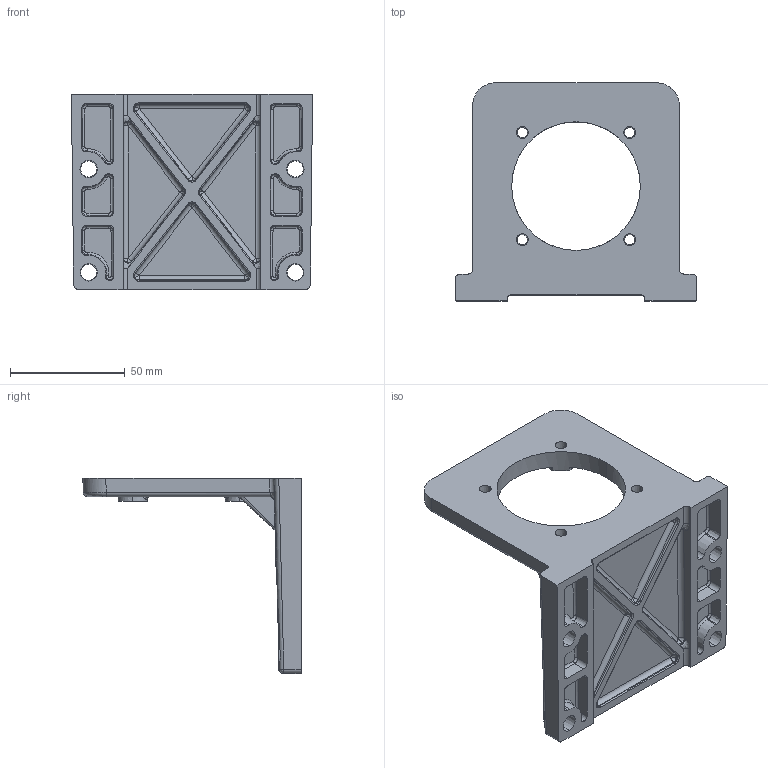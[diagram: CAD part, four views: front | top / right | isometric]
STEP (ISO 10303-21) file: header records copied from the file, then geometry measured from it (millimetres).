
FILE_DESCRIPTION (( 'STEP AP214' ), '1' );
FILE_NAME ('RT-11D.STEP', '2016-06-30T13:49:58', ( '' ), ( '' ), 'SwSTEP 2.0', 'SolidWorks 2016', '' );
FILE_SCHEMA (( 'AUTOMOTIVE_DESIGN' ));
Length unit declared in the file: millimetre
Products named in the file (1): RT-11D
Bounding box: 105.04 x 95 x 85 mm (x, y, z)
Volume: 86440.5 mm3; surface area: 41114.9 mm2
Topology: 1 solids, 1 shells, 597 faces, 1465 edges, 851 vertices
Faces by surface type: bspline 253, cylinder 175, plane 111, cone 58
Entity records: 29571 total; most frequent: CARTESIAN_POINT 18356, ORIENTED_EDGE 2878, DIRECTION 1603, EDGE_CURVE 1439, VERTEX_POINT 851, EDGE_LOOP 622, FACE_OUTER_BOUND 597, ADVANCED_FACE 597
